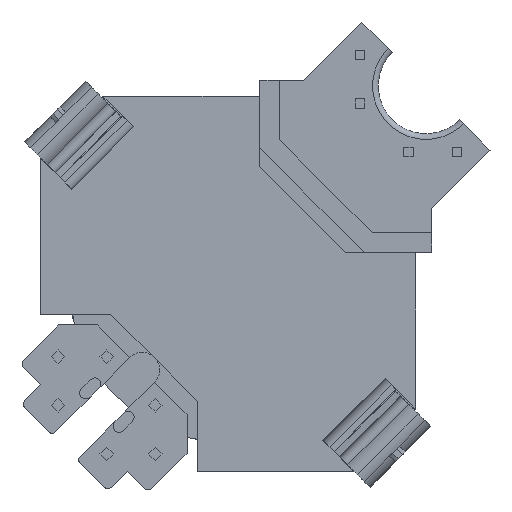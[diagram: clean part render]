
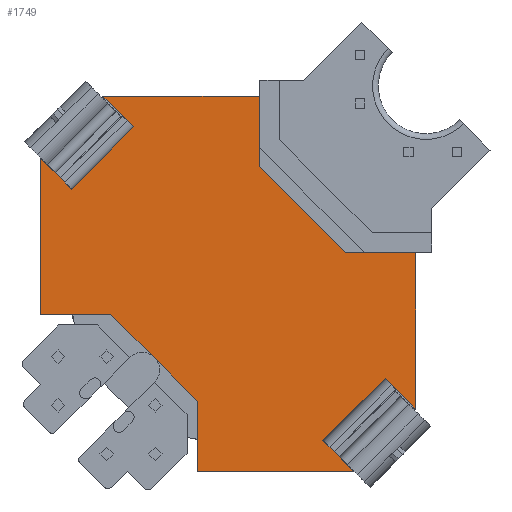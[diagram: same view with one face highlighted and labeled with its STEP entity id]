
A CAD part, front view. The second image highlights one B-rep face of the part: STEP entity #1749.
In plain terms, the highlighted face is planar.
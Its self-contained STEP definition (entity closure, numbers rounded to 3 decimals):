
#5 = EDGE_CURVE ( 'NONE', #75, #2929, #766, .T. ) ;
#75 = VERTEX_POINT ( 'NONE', #2405 ) ;
#77 = VERTEX_POINT ( 'NONE', #2980 ) ;
#120 = CARTESIAN_POINT ( 'NONE',  ( 0., -14.83, -13.6 ) ) ;
#299 = VERTEX_POINT ( 'NONE', #524 ) ;
#316 = VECTOR ( 'NONE', #5531, 1000. ) ;
#340 = DIRECTION ( 'NONE',  ( 0., -1., 0. ) ) ;
#375 = CARTESIAN_POINT ( 'NONE',  ( 0., 0., -10.41 ) ) ;
#477 = DIRECTION ( 'NONE',  ( 0., 0., -1. ) ) ;
#524 = CARTESIAN_POINT ( 'NONE',  ( 0., -5.79, -16.2 ) ) ;
#728 = LINE ( 'NONE', #2804, #6326 ) ;
#766 = LINE ( 'NONE', #5460, #2455 ) ;
#776 = EDGE_CURVE ( 'NONE', #5550, #75, #6208, .T. ) ;
#863 = ORIENTED_EDGE ( 'NONE', *, *, #5913, .T. ) ;
#882 = EDGE_CURVE ( 'NONE', #4110, #2929, #4745, .T. ) ;
#893 = VERTEX_POINT ( 'NONE', #3593 ) ;
#919 = DIRECTION ( 'NONE',  ( -1., 0., 0. ) ) ;
#922 = CARTESIAN_POINT ( 'NONE',  ( 0., -2.29, -5.79 ) ) ;
#1123 = VERTEX_POINT ( 'NONE', #4741 ) ;
#1163 = CARTESIAN_POINT ( 'NONE',  ( 0., 0., -10.41 ) ) ;
#1234 = LINE ( 'NONE', #2823, #6392 ) ;
#1284 = ORIENTED_EDGE ( 'NONE', *, *, #6638, .F. ) ;
#1336 = EDGE_CURVE ( 'NONE', #4522, #6013, #1883, .T. ) ;
#1369 = LINE ( 'NONE', #2294, #6642 ) ;
#1387 = LINE ( 'NONE', #6103, #316 ) ;
#1393 = FACE_OUTER_BOUND ( 'NONE', #3847, .T. ) ;
#1525 = VECTOR ( 'NONE', #5288, 1000. ) ;
#1551 = LINE ( 'NONE', #3620, #4152 ) ;
#1557 = VECTOR ( 'NONE', #3552, 1000. ) ;
#1688 = EDGE_CURVE ( 'NONE', #77, #2682, #4848, .T. ) ;
#1694 = EDGE_CURVE ( 'NONE', #4252, #893, #2380, .T. ) ;
#1749 = ADVANCED_FACE ( 'NONE', ( #1393 ), #4450, .T. ) ;
#1816 = DIRECTION ( 'NONE',  ( 0., 0.707, -0.707 ) ) ;
#1823 = DIRECTION ( 'NONE',  ( 0., 0.707, 0.707 ) ) ;
#1832 = CARTESIAN_POINT ( 'NONE',  ( 0., -23.22, -10.41 ) ) ;
#1837 = VERTEX_POINT ( 'NONE', #2550 ) ;
#1883 = LINE ( 'NONE', #3411, #6374 ) ;
#1961 = CARTESIAN_POINT ( 'NONE',  ( 0., -5.79, 0. ) ) ;
#2170 = CARTESIAN_POINT ( 'NONE',  ( 0., -23.22, -10.41 ) ) ;
#2260 = VERTEX_POINT ( 'NONE', #6644 ) ;
#2294 = CARTESIAN_POINT ( 'NONE',  ( 0., -8.39, -13.6 ) ) ;
#2302 = DIRECTION ( 'NONE',  ( 0., 1., 0. ) ) ;
#2380 = LINE ( 'NONE', #375, #2974 ) ;
#2382 = CARTESIAN_POINT ( 'NONE',  ( 0., 0., -5.79 ) ) ;
#2405 = CARTESIAN_POINT ( 'NONE',  ( 0., -17.43, -16.2 ) ) ;
#2413 = ORIENTED_EDGE ( 'NONE', *, *, #3708, .T. ) ;
#2436 = AXIS2_PLACEMENT_3D ( 'NONE', #5571, #919, #3402 ) ;
#2455 = VECTOR ( 'NONE', #5425, 1000. ) ;
#2486 = LINE ( 'NONE', #922, #5780 ) ;
#2550 = CARTESIAN_POINT ( 'NONE',  ( 0., -8.39, -13.6 ) ) ;
#2602 = LINE ( 'NONE', #3008, #1557 ) ;
#2649 = VECTOR ( 'NONE', #3905, 1000. ) ;
#2682 = VERTEX_POINT ( 'NONE', #3651 ) ;
#2691 = ORIENTED_EDGE ( 'NONE', *, *, #1694, .F. ) ;
#2710 = CARTESIAN_POINT ( 'NONE',  ( 0., 0., -10.41 ) ) ;
#2804 = CARTESIAN_POINT ( 'NONE',  ( 0., -8.39, -2.6 ) ) ;
#2823 = CARTESIAN_POINT ( 'NONE',  ( 0., -17.43, 0. ) ) ;
#2929 = VERTEX_POINT ( 'NONE', #1832 ) ;
#2974 = VECTOR ( 'NONE', #340, 1000. ) ;
#2980 = CARTESIAN_POINT ( 'NONE',  ( 0., -20.93, -5.79 ) ) ;
#3008 = CARTESIAN_POINT ( 'NONE',  ( 0., -5.79, -16.2 ) ) ;
#3010 = EDGE_CURVE ( 'NONE', #2260, #4522, #5414, .T. ) ;
#3135 = VECTOR ( 'NONE', #3236, 1000. ) ;
#3155 = VERTEX_POINT ( 'NONE', #6055 ) ;
#3236 = DIRECTION ( 'NONE',  ( 0., -0.707, -0.707 ) ) ;
#3402 = DIRECTION ( 'NONE',  ( 0., -1., 0. ) ) ;
#3411 = CARTESIAN_POINT ( 'NONE',  ( 0., 0., -5.79 ) ) ;
#3432 = EDGE_CURVE ( 'NONE', #2682, #3155, #5207, .T. ) ;
#3437 = CARTESIAN_POINT ( 'NONE',  ( 0., -23.22, -5.79 ) ) ;
#3552 = DIRECTION ( 'NONE',  ( 0., -0.707, 0.707 ) ) ;
#3575 = ORIENTED_EDGE ( 'NONE', *, *, #3010, .T. ) ;
#3593 = CARTESIAN_POINT ( 'NONE',  ( 0., -2.29, -10.41 ) ) ;
#3620 = CARTESIAN_POINT ( 'NONE',  ( 0., 0., -5.79 ) ) ;
#3651 = CARTESIAN_POINT ( 'NONE',  ( 0., -23.22, -5.79 ) ) ;
#3708 = EDGE_CURVE ( 'NONE', #5329, #893, #2486, .T. ) ;
#3809 = ORIENTED_EDGE ( 'NONE', *, *, #1336, .T. ) ;
#3847 = EDGE_LOOP ( 'NONE', ( #1284, #5665, #6421, #6695, #4275, #3575, #3809, #5836, #2413, #2691, #863, #5103, #5276, #5358, #3866, #4142 ) ) ;
#3866 = ORIENTED_EDGE ( 'NONE', *, *, #5, .T. ) ;
#3905 = DIRECTION ( 'NONE',  ( 0., -1., 0. ) ) ;
#4110 = VERTEX_POINT ( 'NONE', #5081 ) ;
#4135 = VECTOR ( 'NONE', #6254, 1000. ) ;
#4142 = ORIENTED_EDGE ( 'NONE', *, *, #882, .F. ) ;
#4152 = VECTOR ( 'NONE', #4704, 1000. ) ;
#4252 = VERTEX_POINT ( 'NONE', #2710 ) ;
#4275 = ORIENTED_EDGE ( 'NONE', *, *, #5215, .T. ) ;
#4450 = PLANE ( 'NONE',  #2436 ) ;
#4522 = VERTEX_POINT ( 'NONE', #1961 ) ;
#4628 = VECTOR ( 'NONE', #5223, 1000. ) ;
#4704 = DIRECTION ( 'NONE',  ( 0., -1., 0. ) ) ;
#4716 = CARTESIAN_POINT ( 'NONE',  ( 0., -17.43, -16.2 ) ) ;
#4741 = CARTESIAN_POINT ( 'NONE',  ( 0., -14.83, -2.6 ) ) ;
#4745 = LINE ( 'NONE', #2170, #1525 ) ;
#4826 = EDGE_CURVE ( 'NONE', #3155, #1123, #1234, .T. ) ;
#4848 = LINE ( 'NONE', #3437, #2649 ) ;
#4932 = CARTESIAN_POINT ( 'NONE',  ( 0., -5.79, 0. ) ) ;
#5081 = CARTESIAN_POINT ( 'NONE',  ( 0., -20.93, -10.41 ) ) ;
#5103 = ORIENTED_EDGE ( 'NONE', *, *, #5293, .T. ) ;
#5207 = LINE ( 'NONE', #5715, #4135 ) ;
#5215 = EDGE_CURVE ( 'NONE', #1123, #2260, #728, .T. ) ;
#5223 = DIRECTION ( 'NONE',  ( 0., -0.707, -0.707 ) ) ;
#5276 = ORIENTED_EDGE ( 'NONE', *, *, #5624, .T. ) ;
#5288 = DIRECTION ( 'NONE',  ( 0., -1., 0. ) ) ;
#5293 = EDGE_CURVE ( 'NONE', #299, #1837, #2602, .T. ) ;
#5329 = VERTEX_POINT ( 'NONE', #5657 ) ;
#5358 = ORIENTED_EDGE ( 'NONE', *, *, #776, .T. ) ;
#5399 = EDGE_CURVE ( 'NONE', #6013, #5329, #1551, .T. ) ;
#5414 = LINE ( 'NONE', #4932, #5756 ) ;
#5425 = DIRECTION ( 'NONE',  ( 0., -0.707, 0.707 ) ) ;
#5460 = CARTESIAN_POINT ( 'NONE',  ( 0., -23.22, -10.41 ) ) ;
#5531 = DIRECTION ( 'NONE',  ( 0., 0., -1. ) ) ;
#5550 = VERTEX_POINT ( 'NONE', #120 ) ;
#5571 = CARTESIAN_POINT ( 'NONE',  ( 0., 0., -16.2 ) ) ;
#5624 = EDGE_CURVE ( 'NONE', #1837, #5550, #1369, .T. ) ;
#5657 = CARTESIAN_POINT ( 'NONE',  ( 0., -2.29, -5.79 ) ) ;
#5665 = ORIENTED_EDGE ( 'NONE', *, *, #1688, .T. ) ;
#5715 = CARTESIAN_POINT ( 'NONE',  ( 0., -23.22, -5.79 ) ) ;
#5756 = VECTOR ( 'NONE', #1823, 1000. ) ;
#5780 = VECTOR ( 'NONE', #477, 1000. ) ;
#5816 = LINE ( 'NONE', #1163, #3135 ) ;
#5836 = ORIENTED_EDGE ( 'NONE', *, *, #5399, .T. ) ;
#5913 = EDGE_CURVE ( 'NONE', #4252, #299, #5816, .T. ) ;
#6013 = VERTEX_POINT ( 'NONE', #2382 ) ;
#6055 = CARTESIAN_POINT ( 'NONE',  ( 0., -17.43, 0. ) ) ;
#6103 = CARTESIAN_POINT ( 'NONE',  ( 0., -20.93, -5.79 ) ) ;
#6119 = DIRECTION ( 'NONE',  ( 0., 0.707, -0.707 ) ) ;
#6208 = LINE ( 'NONE', #4716, #4628 ) ;
#6254 = DIRECTION ( 'NONE',  ( 0., 0.707, 0.707 ) ) ;
#6326 = VECTOR ( 'NONE', #2302, 1000. ) ;
#6374 = VECTOR ( 'NONE', #6119, 1000. ) ;
#6392 = VECTOR ( 'NONE', #1816, 1000. ) ;
#6421 = ORIENTED_EDGE ( 'NONE', *, *, #3432, .T. ) ;
#6433 = DIRECTION ( 'NONE',  ( 0., -1., 0. ) ) ;
#6638 = EDGE_CURVE ( 'NONE', #77, #4110, #1387, .T. ) ;
#6642 = VECTOR ( 'NONE', #6433, 1000. ) ;
#6644 = CARTESIAN_POINT ( 'NONE',  ( 0., -8.39, -2.6 ) ) ;
#6695 = ORIENTED_EDGE ( 'NONE', *, *, #4826, .T. ) ;
